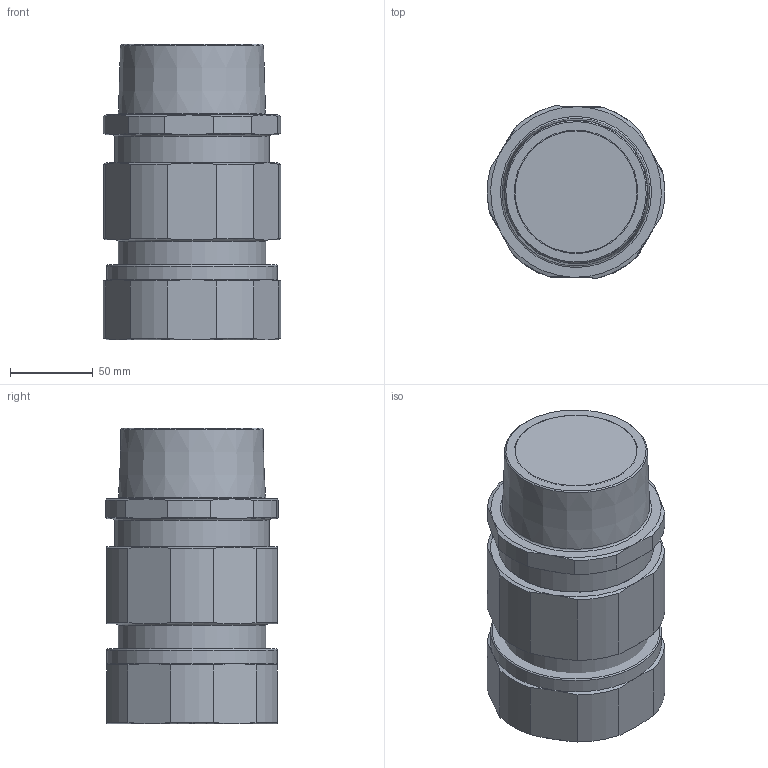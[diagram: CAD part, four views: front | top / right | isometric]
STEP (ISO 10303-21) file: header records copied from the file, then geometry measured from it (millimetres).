
FILE_DESCRIPTION(/* description */ (''),/* implementation_level */ '2;1');
FILE_NAME(/* name */ 'MC2X8.stp',/* time_stamp */ '2020-05-13T09:17:24-05:00',/* author */ ('nsantoro'),/* organization */ (''),/* preprocessor_version */ 'ST-DEVELOPER v18',/* originating_system */ 'Autodesk Inventor 2020',/* authorisation */ '');
FILE_SCHEMA (('AUTOMOTIVE_DESIGN { 1 0 10303 214 3 1 1 }'));
Length unit declared in the file: inch
Products named in the file (1): 51930-1_Shrinkwrap_1
Bounding box: 107.1 x 103.98 x 178.28 mm (x, y, z)
Volume: 1855845.2 mm3; surface area: 164385.9 mm2
Topology: 4 solids, 4 shells, 116 faces, 283 edges, 181 vertices
Faces by surface type: cone 42, plane 32, cylinder 27, torus 14, bspline 1
Full cylindrical faces by diameter (mm): 74.486 x1, 74.689 x1, 79.248 x1, 86.411 x1, 88.9 x1, 89.535 x1, 92.075 x1, 93.548 x1, 103 x1
Entity records: 3760 total; most frequent: CARTESIAN_POINT 935, DIRECTION 595, ORIENTED_EDGE 566, EDGE_CURVE 283, AXIS2_PLACEMENT_3D 272, VERTEX_POINT 181, CIRCLE 156, EDGE_LOOP 122
